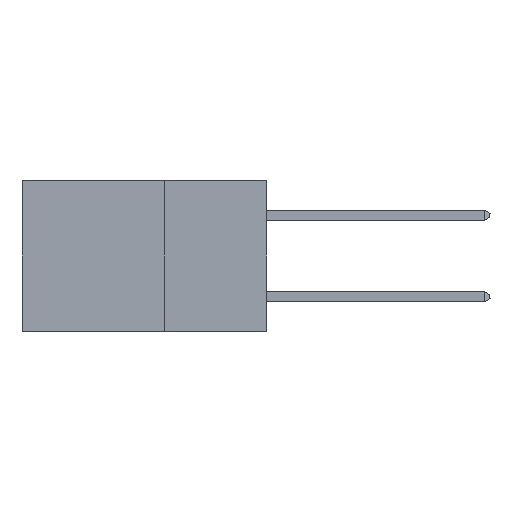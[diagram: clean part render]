
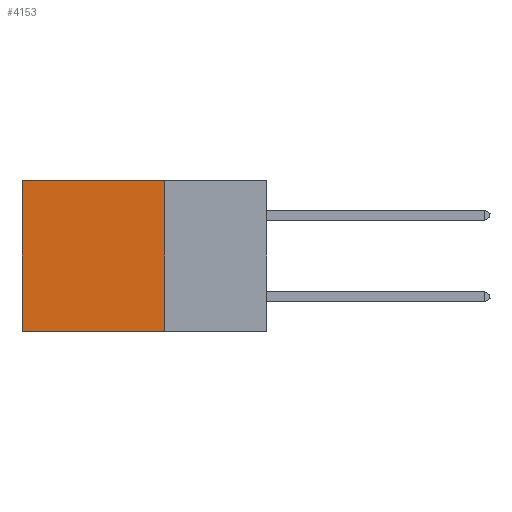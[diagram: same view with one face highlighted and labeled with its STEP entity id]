
A CAD part, left-side view. The second image highlights one B-rep face of the part: STEP entity #4153.
In plain terms, the highlighted planar face has unit normal (-1, 0, 0).
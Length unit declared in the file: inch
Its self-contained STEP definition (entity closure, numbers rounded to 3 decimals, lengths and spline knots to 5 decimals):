
#516 = DIRECTION ( 'NONE',  ( 1., 0., 0. ) ) ;
#1312 = CARTESIAN_POINT ( 'NONE',  ( 0.2875, 0.25, 0. ) ) ;
#1324 = EDGE_LOOP ( 'NONE', ( #4864, #9724, #9190, #8559 ) ) ;
#1938 = DIRECTION ( 'NONE',  ( 0., 1., 0. ) ) ;
#2010 = VERTEX_POINT ( 'NONE', #1312 ) ;
#2132 = DIRECTION ( 'NONE',  ( 0., 1., 0. ) ) ;
#2299 = LINE ( 'NONE', #7241, #4228 ) ;
#2818 = LINE ( 'NONE', #9680, #3459 ) ;
#3063 = CARTESIAN_POINT ( 'NONE',  ( 0.2875, 0.25, 0. ) ) ;
#3156 = CARTESIAN_POINT ( 'NONE',  ( 0.2875, 0.25, 0. ) ) ;
#3459 = VECTOR ( 'NONE', #12785, 39.37008 ) ;
#3747 = CARTESIAN_POINT ( 'NONE',  ( 0.2875, 0.6, -0.37 ) ) ;
#3748 = CARTESIAN_POINT ( 'NONE',  ( 0.2875, 0.6, 0. ) ) ;
#4153 = ADVANCED_FACE ( 'NONE', ( #12075 ), #6700, .F. ) ;
#4178 = AXIS2_PLACEMENT_3D ( 'NONE', #13107, #516, #4821 ) ;
#4228 = VECTOR ( 'NONE', #1938, 39.37008 ) ;
#4381 = VERTEX_POINT ( 'NONE', #10163 ) ;
#4821 = DIRECTION ( 'NONE',  ( 0., 0., -1. ) ) ;
#4864 = ORIENTED_EDGE ( 'NONE', *, *, #8407, .T. ) ;
#4964 = VECTOR ( 'NONE', #8130, 39.37008 ) ;
#6700 = PLANE ( 'NONE',  #4178 ) ;
#6886 = LINE ( 'NONE', #3156, #11135 ) ;
#7241 = CARTESIAN_POINT ( 'NONE',  ( 0.2875, 0.25, -0.37 ) ) ;
#7622 = EDGE_CURVE ( 'NONE', #2010, #4381, #7742, .T. ) ;
#7742 = LINE ( 'NONE', #3063, #4964 ) ;
#8130 = DIRECTION ( 'NONE',  ( 0., 0., -1. ) ) ;
#8407 = EDGE_CURVE ( 'NONE', #11111, #10082, #2818, .T. ) ;
#8559 = ORIENTED_EDGE ( 'NONE', *, *, #8962, .T. ) ;
#8962 = EDGE_CURVE ( 'NONE', #2010, #11111, #6886, .T. ) ;
#9190 = ORIENTED_EDGE ( 'NONE', *, *, #7622, .F. ) ;
#9680 = CARTESIAN_POINT ( 'NONE',  ( 0.2875, 0.6, 0. ) ) ;
#9724 = ORIENTED_EDGE ( 'NONE', *, *, #10191, .F. ) ;
#10082 = VERTEX_POINT ( 'NONE', #3747 ) ;
#10163 = CARTESIAN_POINT ( 'NONE',  ( 0.2875, 0.25, -0.37 ) ) ;
#10191 = EDGE_CURVE ( 'NONE', #4381, #10082, #2299, .T. ) ;
#11111 = VERTEX_POINT ( 'NONE', #3748 ) ;
#11135 = VECTOR ( 'NONE', #2132, 39.37008 ) ;
#12075 = FACE_OUTER_BOUND ( 'NONE', #1324, .T. ) ;
#12785 = DIRECTION ( 'NONE',  ( 0., 0., -1. ) ) ;
#13107 = CARTESIAN_POINT ( 'NONE',  ( 0.2875, 0.25, 0. ) ) ;
